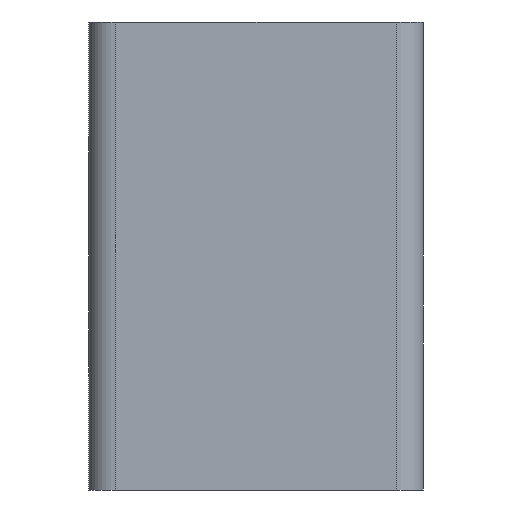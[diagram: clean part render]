
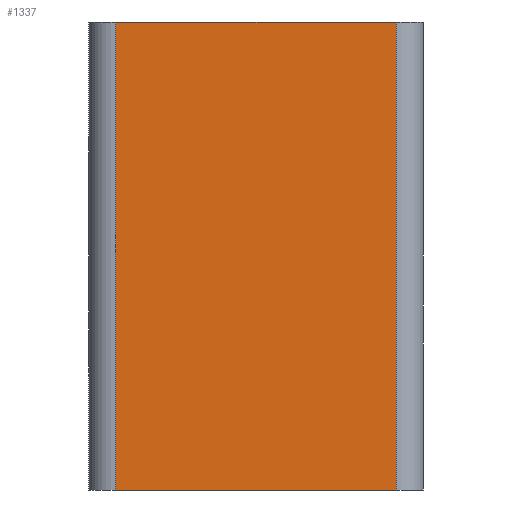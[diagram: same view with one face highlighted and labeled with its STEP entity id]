
A CAD part, left-side view. The second image highlights one B-rep face of the part: STEP entity #1337.
In plain terms, the highlighted planar face has unit normal (-1, 0, 0).
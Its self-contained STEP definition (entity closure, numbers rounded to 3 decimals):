
#2 = CARTESIAN_POINT ( 'NONE',  ( -40., 4., -35. ) ) ;
#17 = CARTESIAN_POINT ( 'NONE',  ( -40., 46., 35. ) ) ;
#25 = CARTESIAN_POINT ( 'NONE',  ( -40., 46., -35. ) ) ;
#36 = CARTESIAN_POINT ( 'NONE',  ( -40., 4., 35. ) ) ;
#84 = LINE ( 'NONE', #109, #779 ) ;
#108 = DIRECTION ( 'NONE',  ( 0., -1., 0. ) ) ;
#109 = CARTESIAN_POINT ( 'NONE',  ( -40., 4., -35. ) ) ;
#134 = CARTESIAN_POINT ( 'NONE',  ( -40., 46., 35. ) ) ;
#135 = DIRECTION ( 'NONE',  ( 0., 0., -1. ) ) ;
#289 = ORIENTED_EDGE ( 'NONE', *, *, #1376, .T. ) ;
#308 = ORIENTED_EDGE ( 'NONE', *, *, #409, .F. ) ;
#317 = ORIENTED_EDGE ( 'NONE', *, *, #1395, .F. ) ;
#356 = ORIENTED_EDGE ( 'NONE', *, *, #1310, .T. ) ;
#409 = EDGE_CURVE ( 'NONE', #1470, #1449, #1218, .T. ) ;
#425 = DIRECTION ( 'NONE',  ( 0., 0., -1. ) ) ;
#426 = DIRECTION ( 'NONE',  ( 1., 0., 0. ) ) ;
#427 = CARTESIAN_POINT ( 'NONE',  ( -40., 4., 35. ) ) ;
#428 = PLANE ( 'NONE',  #797 ) ;
#620 = LINE ( 'NONE', #134, #1036 ) ;
#779 = VECTOR ( 'NONE', #108, 1000. ) ;
#797 = AXIS2_PLACEMENT_3D ( 'NONE', #427, #426, #425 ) ;
#850 = VECTOR ( 'NONE', #1230, 1000. ) ;
#991 = VECTOR ( 'NONE', #1840, 1000. ) ;
#1036 = VECTOR ( 'NONE', #135, 1000. ) ;
#1218 = LINE ( 'NONE', #1240, #850 ) ;
#1230 = DIRECTION ( 'NONE',  ( 0., 0., -1. ) ) ;
#1240 = CARTESIAN_POINT ( 'NONE',  ( -40., 4., 35. ) ) ;
#1268 = FACE_OUTER_BOUND ( 'NONE', #1693, .T. ) ;
#1310 = EDGE_CURVE ( 'NONE', #1458, #1449, #84, .T. ) ;
#1337 = ADVANCED_FACE ( 'NONE', ( #1268 ), #428, .F. ) ;
#1376 = EDGE_CURVE ( 'NONE', #1450, #1458, #620, .T. ) ;
#1395 = EDGE_CURVE ( 'NONE', #1450, #1470, #1835, .T. ) ;
#1449 = VERTEX_POINT ( 'NONE', #2 ) ;
#1450 = VERTEX_POINT ( 'NONE', #17 ) ;
#1458 = VERTEX_POINT ( 'NONE', #25 ) ;
#1470 = VERTEX_POINT ( 'NONE', #36 ) ;
#1693 = EDGE_LOOP ( 'NONE', ( #356, #308, #317, #289 ) ) ;
#1835 = LINE ( 'NONE', #1839, #991 ) ;
#1839 = CARTESIAN_POINT ( 'NONE',  ( -40., 4., 35. ) ) ;
#1840 = DIRECTION ( 'NONE',  ( 0., -1., 0. ) ) ;
